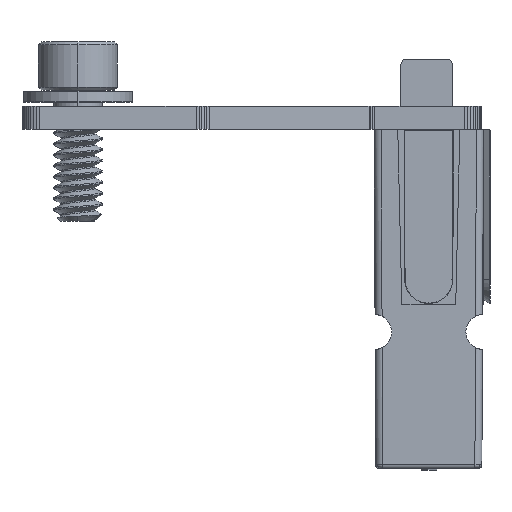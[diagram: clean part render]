
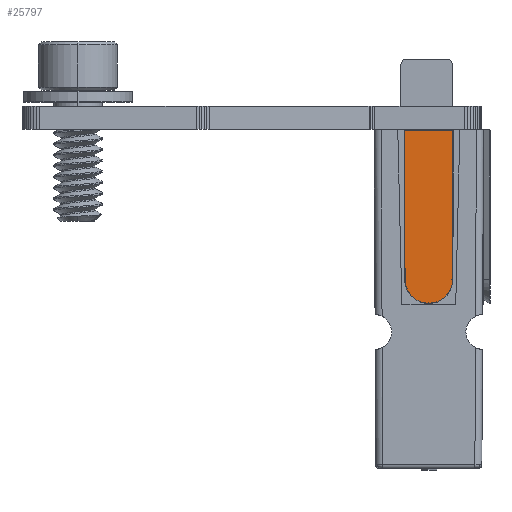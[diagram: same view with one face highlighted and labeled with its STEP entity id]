
A CAD part, left-side view. The second image highlights one B-rep face of the part: STEP entity #25797.
In plain terms, the highlighted face is planar.
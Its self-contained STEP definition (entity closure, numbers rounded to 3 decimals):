
#8444 = VERTEX_POINT('',#8445);
#8445 = CARTESIAN_POINT('',(10.877,42.393,-2.719));
#8455 = CYLINDRICAL_SURFACE('',#8456,0.025);
#8456 = AXIS2_PLACEMENT_3D('',#8457,#8458,#8459);
#8457 = CARTESIAN_POINT('',(0.001,42.418,-2.694));
#8458 = DIRECTION('',(-1.,0.,
    0.002));
#8459 = DIRECTION('',(0.002,0.,
    1.));
#8467 = TOROIDAL_SURFACE('',#8468,1.726,0.025);
#8468 = AXIS2_PLACEMENT_3D('',#8469,#8470,#8471);
#8469 = CARTESIAN_POINT('',(10.873,42.418,-4.445));
#8470 = DIRECTION('',(0.,1.,0.));
#8471 = DIRECTION('',(1.,0.,0.));
#8508 = VERTEX_POINT('',#8509);
#8509 = CARTESIAN_POINT('',(0.025,42.393,-2.694)
  );
#8546 = CYLINDRICAL_SURFACE('',#8547,0.025);
#8547 = AXIS2_PLACEMENT_3D('',#8548,#8549,#8550);
#8548 = CARTESIAN_POINT('',(0.025,42.418,-4.445));
#8549 = DIRECTION('',(0.,0.,-1.));
#8550 = DIRECTION('',(-1.,0.,0.));
#8580 = EDGE_CURVE('',#8444,#8508,#8581,.T.);
#8581 = SURFACE_CURVE('',#8582,(#8586,#8593),.PCURVE_S1.);
#8582 = LINE('',#8583,#8584);
#8583 = CARTESIAN_POINT('',(0.,42.393,-2.694)
  );
#8584 = VECTOR('',#8585,1.);
#8585 = DIRECTION('',(-1.,0.,
    0.002));
#8586 = PCURVE('',#8455,#8587);
#8587 = DEFINITIONAL_REPRESENTATION('',(#8588),#8592);
#8588 = LINE('',#8589,#8590);
#8589 = CARTESIAN_POINT('',(4.712,0.001));
#8590 = VECTOR('',#8591,1.);
#8591 = DIRECTION('',(0.,1.));
#8592 = ( GEOMETRIC_REPRESENTATION_CONTEXT(2) 
PARAMETRIC_REPRESENTATION_CONTEXT() REPRESENTATION_CONTEXT('2D SPACE',''
  ) );
#8593 = PCURVE('',#8594,#8599);
#8594 = PLANE('',#8595);
#8595 = AXIS2_PLACEMENT_3D('',#8596,#8597,#8598);
#8596 = CARTESIAN_POINT('',(10.873,42.393,-4.445));
#8597 = DIRECTION('',(0.,1.,0.));
#8598 = DIRECTION('',(1.,0.,0.));
#8599 = DEFINITIONAL_REPRESENTATION('',(#8600),#8604);
#8600 = LINE('',#8601,#8602);
#8601 = CARTESIAN_POINT('',(-10.873,-1.751));
#8602 = VECTOR('',#8603,1.);
#8603 = DIRECTION('',(-1.,-0.002));
#8604 = ( GEOMETRIC_REPRESENTATION_CONTEXT(2) 
PARAMETRIC_REPRESENTATION_CONTEXT() REPRESENTATION_CONTEXT('2D SPACE',''
  ) );
#8977 = TOROIDAL_SURFACE('',#8978,1.726,0.025);
#8978 = AXIS2_PLACEMENT_3D('',#8979,#8980,#8981);
#8979 = CARTESIAN_POINT('',(10.873,42.418,-4.445));
#8980 = DIRECTION('',(0.,1.,0.));
#8981 = DIRECTION('',(1.,0.,0.));
#9018 = EDGE_CURVE('',#9019,#8444,#9021,.T.);
#9019 = VERTEX_POINT('',#9020);
#9020 = CARTESIAN_POINT('',(12.598,42.393,-4.445));
#9021 = SURFACE_CURVE('',#9022,(#9027,#9034),.PCURVE_S1.);
#9022 = CIRCLE('',#9023,1.726);
#9023 = AXIS2_PLACEMENT_3D('',#9024,#9025,#9026);
#9024 = CARTESIAN_POINT('',(10.873,42.393,-4.445));
#9025 = DIRECTION('',(0.,-1.,0.));
#9026 = DIRECTION('',(1.,0.,0.));
#9027 = PCURVE('',#8467,#9028);
#9028 = DEFINITIONAL_REPRESENTATION('',(#9029),#9033);
#9029 = LINE('',#9030,#9031);
#9030 = CARTESIAN_POINT('',(6.283,4.712));
#9031 = VECTOR('',#9032,1.);
#9032 = DIRECTION('',(-1.,0.));
#9033 = ( GEOMETRIC_REPRESENTATION_CONTEXT(2) 
PARAMETRIC_REPRESENTATION_CONTEXT() REPRESENTATION_CONTEXT('2D SPACE',''
  ) );
#9034 = PCURVE('',#8594,#9035);
#9035 = DEFINITIONAL_REPRESENTATION('',(#9036),#9044);
#9036 = ( BOUNDED_CURVE() B_SPLINE_CURVE(2,(#9037,#9038,#9039,#9040,
#9041,#9042,#9043),.UNSPECIFIED.,.T.,.F.) B_SPLINE_CURVE_WITH_KNOTS((1,2
    ,2,2,2,1),(-2.094,0.,2.094,4.189,
6.283,8.378),.UNSPECIFIED.) CURVE() 
GEOMETRIC_REPRESENTATION_ITEM() RATIONAL_B_SPLINE_CURVE((1.,0.5,1.,0.5,
1.,0.5,1.)) REPRESENTATION_ITEM('') );
#9037 = CARTESIAN_POINT('',(1.726,0.));
#9038 = CARTESIAN_POINT('',(1.726,-2.989));
#9039 = CARTESIAN_POINT('',(-0.863,-1.494));
#9040 = CARTESIAN_POINT('',(-3.451,0.));
#9041 = CARTESIAN_POINT('',(-0.863,1.494));
#9042 = CARTESIAN_POINT('',(1.726,2.989));
#9043 = CARTESIAN_POINT('',(1.726,0.));
#9044 = ( GEOMETRIC_REPRESENTATION_CONTEXT(2) 
PARAMETRIC_REPRESENTATION_CONTEXT() REPRESENTATION_CONTEXT('2D SPACE',''
  ) );
#25797 = ADVANCED_FACE('',(#25798),#8594,.F.);
#25798 = FACE_BOUND('',#25799,.F.);
#25799 = EDGE_LOOP('',(#25800,#25830,#25851,#25852,#25853));
#25800 = ORIENTED_EDGE('',*,*,#25801,.F.);
#25801 = EDGE_CURVE('',#25802,#25804,#25806,.T.);
#25802 = VERTEX_POINT('',#25803);
#25803 = CARTESIAN_POINT('',(0.025,42.393,-6.196)
  );
#25804 = VERTEX_POINT('',#25805);
#25805 = CARTESIAN_POINT('',(10.877,42.393,-6.171));
#25806 = SURFACE_CURVE('',#25807,(#25811,#25818),.PCURVE_S1.);
#25807 = LINE('',#25808,#25809);
#25808 = CARTESIAN_POINT('',(10.877,42.393,-6.171));
#25809 = VECTOR('',#25810,1.);
#25810 = DIRECTION('',(1.,0.,
    0.002));
#25811 = PCURVE('',#8594,#25812);
#25812 = DEFINITIONAL_REPRESENTATION('',(#25813),#25817);
#25813 = LINE('',#25814,#25815);
#25814 = CARTESIAN_POINT('',(0.004,1.726));
#25815 = VECTOR('',#25816,1.);
#25816 = DIRECTION('',(1.,-0.002));
#25817 = ( GEOMETRIC_REPRESENTATION_CONTEXT(2) 
PARAMETRIC_REPRESENTATION_CONTEXT() REPRESENTATION_CONTEXT('2D SPACE',''
  ) );
#25818 = PCURVE('',#25819,#25824);
#25819 = CYLINDRICAL_SURFACE('',#25820,0.025);
#25820 = AXIS2_PLACEMENT_3D('',#25821,#25822,#25823);
#25821 = CARTESIAN_POINT('',(10.877,42.418,-6.171));
#25822 = DIRECTION('',(-1.,0.,
    -0.002));
#25823 = DIRECTION('',(-0.002,0.,
    1.));
#25824 = DEFINITIONAL_REPRESENTATION('',(#25825),#25829);
#25825 = LINE('',#25826,#25827);
#25826 = CARTESIAN_POINT('',(4.712,0.));
#25827 = VECTOR('',#25828,1.);
#25828 = DIRECTION('',(0.,-1.));
#25829 = ( GEOMETRIC_REPRESENTATION_CONTEXT(2) 
PARAMETRIC_REPRESENTATION_CONTEXT() REPRESENTATION_CONTEXT('2D SPACE',''
  ) );
#25830 = ORIENTED_EDGE('',*,*,#25831,.F.);
#25831 = EDGE_CURVE('',#8508,#25802,#25832,.T.);
#25832 = SURFACE_CURVE('',#25833,(#25837,#25844),.PCURVE_S1.);
#25833 = LINE('',#25834,#25835);
#25834 = CARTESIAN_POINT('',(0.025,42.393,-4.445));
#25835 = VECTOR('',#25836,1.);
#25836 = DIRECTION('',(0.,0.,-1.));
#25837 = PCURVE('',#8594,#25838);
#25838 = DEFINITIONAL_REPRESENTATION('',(#25839),#25843);
#25839 = LINE('',#25840,#25841);
#25840 = CARTESIAN_POINT('',(-10.847,0.));
#25841 = VECTOR('',#25842,1.);
#25842 = DIRECTION('',(0.,1.));
#25843 = ( GEOMETRIC_REPRESENTATION_CONTEXT(2) 
PARAMETRIC_REPRESENTATION_CONTEXT() REPRESENTATION_CONTEXT('2D SPACE',''
  ) );
#25844 = PCURVE('',#8546,#25845);
#25845 = DEFINITIONAL_REPRESENTATION('',(#25846),#25850);
#25846 = LINE('',#25847,#25848);
#25847 = CARTESIAN_POINT('',(4.712,0.));
#25848 = VECTOR('',#25849,1.);
#25849 = DIRECTION('',(0.,1.));
#25850 = ( GEOMETRIC_REPRESENTATION_CONTEXT(2) 
PARAMETRIC_REPRESENTATION_CONTEXT() REPRESENTATION_CONTEXT('2D SPACE',''
  ) );
#25851 = ORIENTED_EDGE('',*,*,#8580,.F.);
#25852 = ORIENTED_EDGE('',*,*,#9018,.F.);
#25853 = ORIENTED_EDGE('',*,*,#25854,.F.);
#25854 = EDGE_CURVE('',#25804,#9019,#25855,.T.);
#25855 = SURFACE_CURVE('',#25856,(#25861,#25872),.PCURVE_S1.);
#25856 = CIRCLE('',#25857,1.726);
#25857 = AXIS2_PLACEMENT_3D('',#25858,#25859,#25860);
#25858 = CARTESIAN_POINT('',(10.873,42.393,-4.445));
#25859 = DIRECTION('',(0.,-1.,0.));
#25860 = DIRECTION('',(1.,0.,0.));
#25861 = PCURVE('',#8594,#25862);
#25862 = DEFINITIONAL_REPRESENTATION('',(#25863),#25871);
#25863 = ( BOUNDED_CURVE() B_SPLINE_CURVE(2,(#25864,#25865,#25866,#25867
    ,#25868,#25869,#25870),.UNSPECIFIED.,.T.,.F.) 
B_SPLINE_CURVE_WITH_KNOTS((1,2,2,2,2,1),(-2.094,0.,
    2.094,4.189,6.283,8.378),
.UNSPECIFIED.) CURVE() GEOMETRIC_REPRESENTATION_ITEM() 
RATIONAL_B_SPLINE_CURVE((1.,0.5,1.,0.5,1.,0.5,1.)) REPRESENTATION_ITEM(
  '') );
#25864 = CARTESIAN_POINT('',(1.726,0.));
#25865 = CARTESIAN_POINT('',(1.726,-2.989));
#25866 = CARTESIAN_POINT('',(-0.863,-1.494));
#25867 = CARTESIAN_POINT('',(-3.451,0.));
#25868 = CARTESIAN_POINT('',(-0.863,1.494));
#25869 = CARTESIAN_POINT('',(1.726,2.989));
#25870 = CARTESIAN_POINT('',(1.726,0.));
#25871 = ( GEOMETRIC_REPRESENTATION_CONTEXT(2) 
PARAMETRIC_REPRESENTATION_CONTEXT() REPRESENTATION_CONTEXT('2D SPACE',''
  ) );
#25872 = PCURVE('',#8977,#25873);
#25873 = DEFINITIONAL_REPRESENTATION('',(#25874),#25878);
#25874 = LINE('',#25875,#25876);
#25875 = CARTESIAN_POINT('',(6.283,4.712));
#25876 = VECTOR('',#25877,1.);
#25877 = DIRECTION('',(-1.,0.));
#25878 = ( GEOMETRIC_REPRESENTATION_CONTEXT(2) 
PARAMETRIC_REPRESENTATION_CONTEXT() REPRESENTATION_CONTEXT('2D SPACE',''
  ) );
